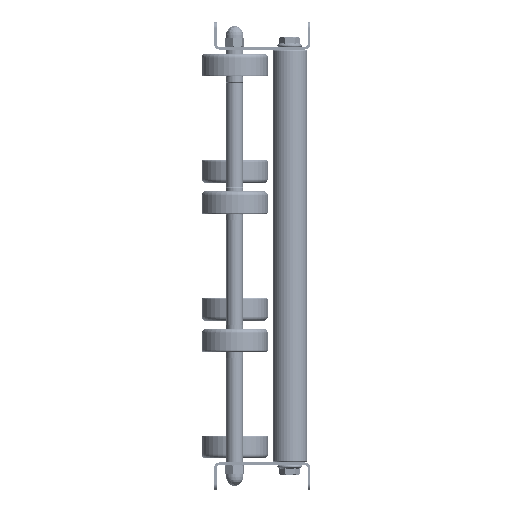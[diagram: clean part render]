
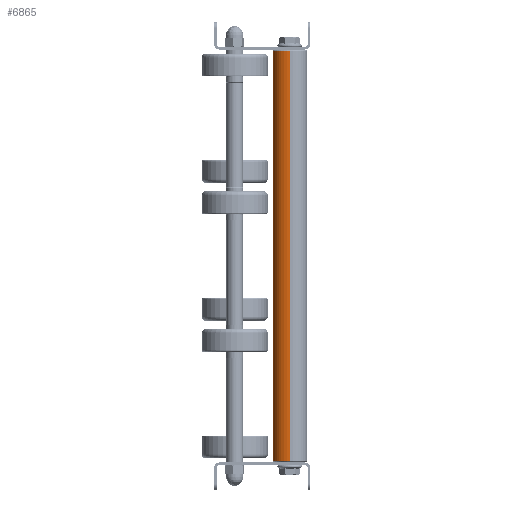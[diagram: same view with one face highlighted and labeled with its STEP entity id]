
A CAD part, left-side view. The second image highlights one B-rep face of the part: STEP entity #6865.
In plain terms, the highlighted cylindrical face has radius 12.5 mm (diameter 25 mm), a partial arc.
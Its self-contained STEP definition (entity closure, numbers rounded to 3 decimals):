
#91 = DIRECTION ( 'NONE',  ( 0., 0., -1. ) ) ;
#606 = DIRECTION ( 'NONE',  ( 0., 0., -1. ) ) ;
#1397 = ORIENTED_EDGE ( 'NONE', *, *, #15524, .T. ) ;
#1869 = VERTEX_POINT ( 'NONE', #10222 ) ;
#1873 = CARTESIAN_POINT ( 'NONE',  ( 1., 0., -12.5 ) ) ;
#2971 = CARTESIAN_POINT ( 'NONE',  ( 299., 0., -12.5 ) ) ;
#3487 = CARTESIAN_POINT ( 'NONE',  ( 300., 0., 0. ) ) ;
#4595 = DIRECTION ( 'NONE',  ( -1., 0., 0. ) ) ;
#5098 = FACE_OUTER_BOUND ( 'NONE', #9369, .T. ) ;
#5199 = DIRECTION ( 'NONE',  ( -1., 0., 0. ) ) ;
#5402 = CARTESIAN_POINT ( 'NONE',  ( 300., 0., -12.5 ) ) ;
#5549 = EDGE_CURVE ( 'NONE', #16679, #15118, #6749, .T. ) ;
#5861 = AXIS2_PLACEMENT_3D ( 'NONE', #3487, #11319, #15544 ) ;
#6749 = CIRCLE ( 'NONE', #16695, 12.5 ) ;
#6787 = VECTOR ( 'NONE', #15050, 1000. ) ;
#6865 = ADVANCED_FACE ( 'NONE', ( #5098 ), #15830, .T. ) ;
#8235 = AXIS2_PLACEMENT_3D ( 'NONE', #19742, #4595, #91 ) ;
#9369 = EDGE_LOOP ( 'NONE', ( #16834, #1397, #17996, #17189 ) ) ;
#9824 = DIRECTION ( 'NONE',  ( 1., 0., 0. ) ) ;
#10222 = CARTESIAN_POINT ( 'NONE',  ( 299., 0., 12.5 ) ) ;
#10242 = EDGE_CURVE ( 'NONE', #1869, #10362, #18177, .T. ) ;
#10362 = VERTEX_POINT ( 'NONE', #2971 ) ;
#11319 = DIRECTION ( 'NONE',  ( -1., 0., 0. ) ) ;
#12911 = LINE ( 'NONE', #5402, #16071 ) ;
#13746 = CARTESIAN_POINT ( 'NONE',  ( 300., 0., 12.5 ) ) ;
#14332 = CARTESIAN_POINT ( 'NONE',  ( 1., 0., 0. ) ) ;
#15050 = DIRECTION ( 'NONE',  ( -1., 0., 0. ) ) ;
#15118 = VERTEX_POINT ( 'NONE', #15275 ) ;
#15275 = CARTESIAN_POINT ( 'NONE',  ( 1., 0., 12.5 ) ) ;
#15524 = EDGE_CURVE ( 'NONE', #10362, #16679, #12911, .T. ) ;
#15544 = DIRECTION ( 'NONE',  ( 0., 0., 1. ) ) ;
#15830 = CYLINDRICAL_SURFACE ( 'NONE', #5861, 12.5 ) ;
#16071 = VECTOR ( 'NONE', #5199, 1000. ) ;
#16675 = LINE ( 'NONE', #13746, #6787 ) ;
#16679 = VERTEX_POINT ( 'NONE', #1873 ) ;
#16695 = AXIS2_PLACEMENT_3D ( 'NONE', #14332, #9824, #606 ) ;
#16834 = ORIENTED_EDGE ( 'NONE', *, *, #10242, .T. ) ;
#17189 = ORIENTED_EDGE ( 'NONE', *, *, #19037, .F. ) ;
#17996 = ORIENTED_EDGE ( 'NONE', *, *, #5549, .T. ) ;
#18177 = CIRCLE ( 'NONE', #8235, 12.5 ) ;
#19037 = EDGE_CURVE ( 'NONE', #1869, #15118, #16675, .T. ) ;
#19742 = CARTESIAN_POINT ( 'NONE',  ( 299., 0., 0. ) ) ;
